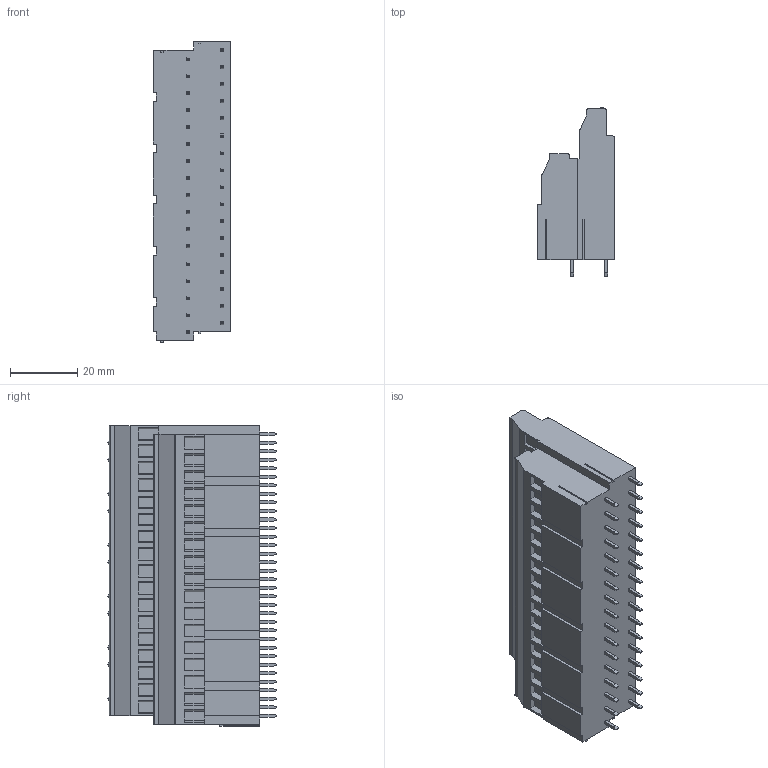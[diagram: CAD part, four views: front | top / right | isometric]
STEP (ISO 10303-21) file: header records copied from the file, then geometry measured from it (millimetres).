
FILE_DESCRIPTION((''),'2;1');
FILE_NAME('TL324VH2','2024-12-26T',('yanfa'),(''),'PRO/ENGINEER BY PARAMETRIC TECHNOLOGY CORPORATION, 2009280','PRO/ENGINEER BY PARAMETRIC TECHNOLOGY CORPORATION, 2009280','');
FILE_SCHEMA(('AUTOMOTIVE_DESIGN_CC2 { 1 2 10303 214 -1 1 5 2 }'));
Length unit declared in the file: millimetre
Products named in the file (1): TL324VH2
Bounding box: 23.1 x 50.3 x 89.5 mm (x, y, z)
Volume: 67054.7 mm3; surface area: 17183.6 mm2
Topology: 1 solids, 1 shells, 989 faces, 2753 edges, 1823 vertices
Faces by surface type: plane 748, cylinder 151, torus 68, sphere 22
Entity records: 31887 total; most frequent: CARTESIAN_POINT 6291, ORIENTED_EDGE 5462, DIRECTION 5123, EDGE_CURVE 2731, VECTOR 2045, LINE 2045, VERTEX_POINT 1823, AXIS2_PLACEMENT_3D 1539
